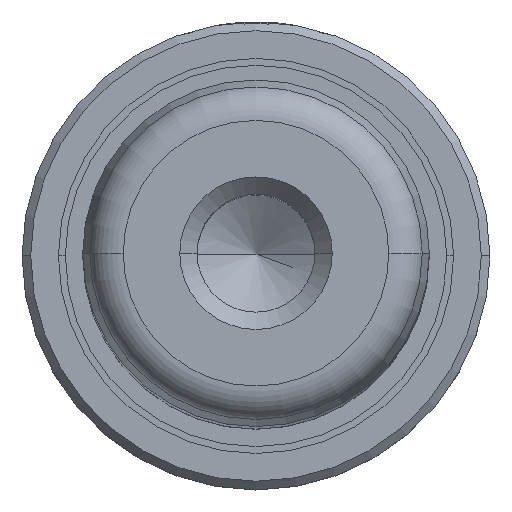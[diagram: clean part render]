
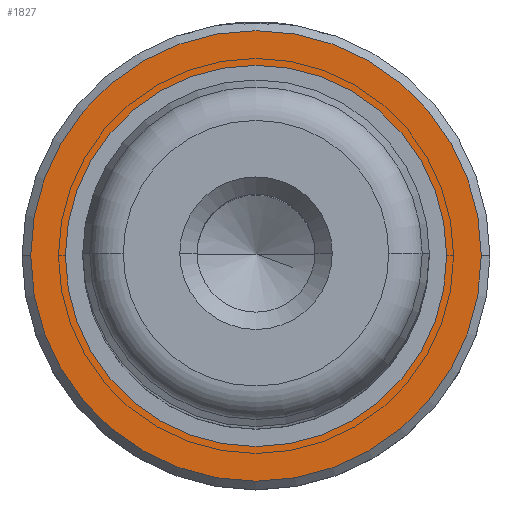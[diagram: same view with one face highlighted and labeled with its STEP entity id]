
A CAD part, top view. The second image highlights one B-rep face of the part: STEP entity #1827.
In plain terms, the highlighted planar face has unit normal (0, 0, 1).
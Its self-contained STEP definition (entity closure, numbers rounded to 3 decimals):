
#55 = CARTESIAN_POINT ( 'NONE',  ( -11., 0., 50. ) ) ;
#210 = CIRCLE ( 'NONE', #906, 13. ) ;
#290 = DIRECTION ( 'NONE',  ( -1., 0., 0. ) ) ;
#293 = DIRECTION ( 'NONE',  ( 0., 0., -1. ) ) ;
#294 = AXIS2_PLACEMENT_3D ( 'NONE', #394, #384, #376 ) ;
#303 = CARTESIAN_POINT ( 'NONE',  ( 0., 0., 50. ) ) ;
#305 = EDGE_LOOP ( 'NONE', ( #1647, #1299 ) ) ;
#310 = DIRECTION ( 'NONE',  ( -1., 0., 0. ) ) ;
#321 = DIRECTION ( 'NONE',  ( 0., 0., 1. ) ) ;
#325 = CARTESIAN_POINT ( 'NONE',  ( 0., 0., 50. ) ) ;
#341 = AXIS2_PLACEMENT_3D ( 'NONE', #1000, #986, #978 ) ;
#376 = DIRECTION ( 'NONE',  ( -1., 0., 0. ) ) ;
#384 = DIRECTION ( 'NONE',  ( 0., 0., -1. ) ) ;
#394 = CARTESIAN_POINT ( 'NONE',  ( 0., 0., 50. ) ) ;
#401 = CIRCLE ( 'NONE', #294, 11. ) ;
#503 = EDGE_CURVE ( 'NONE', #2210, #651, #2031, .T. ) ;
#651 = VERTEX_POINT ( 'NONE', #55 ) ;
#704 = AXIS2_PLACEMENT_3D ( 'NONE', #325, #321, #310 ) ;
#823 = EDGE_CURVE ( 'NONE', #2217, #1264, #210, .T. ) ;
#906 = AXIS2_PLACEMENT_3D ( 'NONE', #1787, #1779, #1715 ) ;
#913 = FACE_OUTER_BOUND ( 'NONE', #305, .T. ) ;
#978 = DIRECTION ( 'NONE',  ( -1., 0., 0. ) ) ;
#986 = DIRECTION ( 'NONE',  ( 0., 0., -1. ) ) ;
#992 = PLANE ( 'NONE',  #341 ) ;
#1000 = CARTESIAN_POINT ( 'NONE',  ( 10., 0., 50. ) ) ;
#1087 = ORIENTED_EDGE ( 'NONE', *, *, #1983, .T. ) ;
#1264 = VERTEX_POINT ( 'NONE', #1309 ) ;
#1299 = ORIENTED_EDGE ( 'NONE', *, *, #823, .T. ) ;
#1309 = CARTESIAN_POINT ( 'NONE',  ( -13., 0., 50. ) ) ;
#1333 = CIRCLE ( 'NONE', #704, 13. ) ;
#1647 = ORIENTED_EDGE ( 'NONE', *, *, #1996, .T. ) ;
#1715 = DIRECTION ( 'NONE',  ( -1., 0., 0. ) ) ;
#1779 = DIRECTION ( 'NONE',  ( 0., 0., 1. ) ) ;
#1787 = CARTESIAN_POINT ( 'NONE',  ( 0., 0., 50. ) ) ;
#1827 = ADVANCED_FACE ( 'NONE', ( #2238, #913 ), #992, .F. ) ;
#1874 = AXIS2_PLACEMENT_3D ( 'NONE', #303, #293, #290 ) ;
#1983 = EDGE_CURVE ( 'NONE', #651, #2210, #401, .T. ) ;
#1996 = EDGE_CURVE ( 'NONE', #1264, #2217, #1333, .T. ) ;
#2031 = CIRCLE ( 'NONE', #1874, 11. ) ;
#2143 = CARTESIAN_POINT ( 'NONE',  ( 13., 0., 50. ) ) ;
#2190 = EDGE_LOOP ( 'NONE', ( #1087, #2274 ) ) ;
#2210 = VERTEX_POINT ( 'NONE', #2271 ) ;
#2217 = VERTEX_POINT ( 'NONE', #2143 ) ;
#2238 = FACE_BOUND ( 'NONE', #2190, .T. ) ;
#2271 = CARTESIAN_POINT ( 'NONE',  ( 11., 0., 50. ) ) ;
#2274 = ORIENTED_EDGE ( 'NONE', *, *, #503, .T. ) ;
